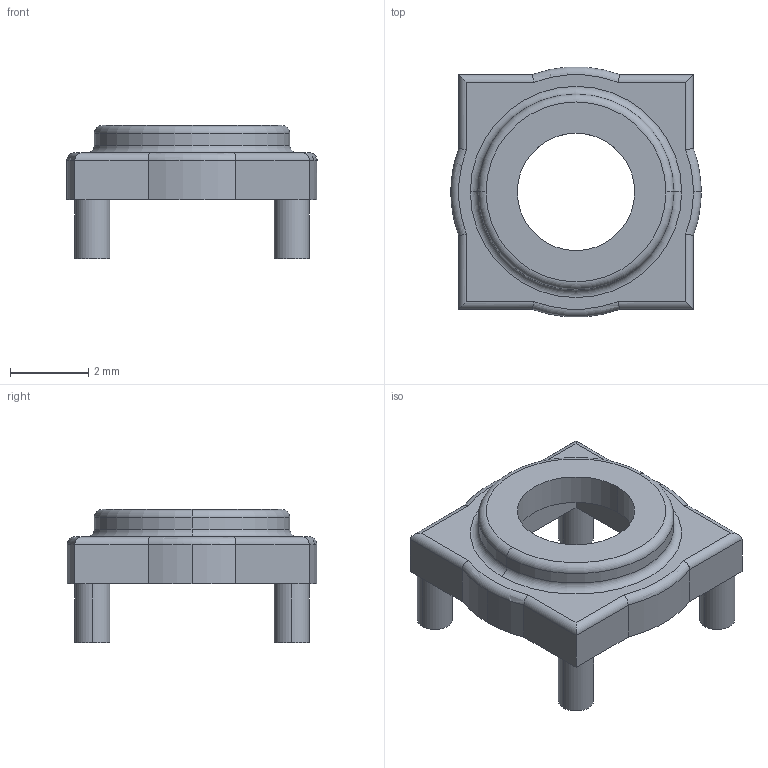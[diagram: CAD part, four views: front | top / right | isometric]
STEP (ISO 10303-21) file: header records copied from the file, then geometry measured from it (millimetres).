
FILE_DESCRIPTION (( 'STEP AP214' ), '1' );
FILE_NAME ('SF2.STEP', '2018-06-12T01:53:54', ( '' ), ( '' ), 'SwSTEP 2.0', 'SolidWorks 2017', '' );
FILE_SCHEMA (( 'AUTOMOTIVE_DESIGN' ));
Length unit declared in the file: millimetre
Products named in the file (1): SF2
Bounding box: 6.4 x 6.38 x 3.4 mm (x, y, z)
Volume: 38.7 mm3; surface area: 137.6 mm2
Topology: 1 solids, 1 shells, 58 faces, 134 edges, 80 vertices
Faces by surface type: cylinder 25, plane 24, torus 9
Entity records: 1689 total; most frequent: CARTESIAN_POINT 325, DIRECTION 293, ORIENTED_EDGE 268, EDGE_CURVE 134, AXIS2_PLACEMENT_3D 112, VERTEX_POINT 80, VECTOR 69, LINE 69
